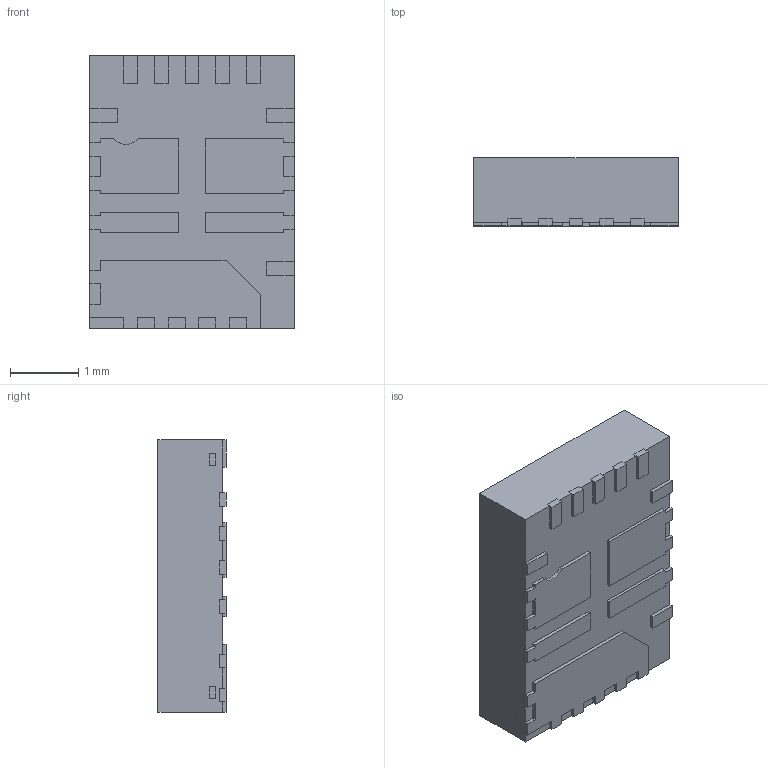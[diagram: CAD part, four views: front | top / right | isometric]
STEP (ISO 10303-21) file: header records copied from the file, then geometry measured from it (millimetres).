
FILE_DESCRIPTION (( 'STEP AP214' ), '1' );
FILE_NAME ('VAB13.STEP', '2025-05-11T09:08:06', ( '' ), ( '' ), 'SwSTEP 2.0', 'SolidWorks 2021', '' );
FILE_SCHEMA (( 'AUTOMOTIVE_DESIGN' ));
Length unit declared in the file: millimetre
Products named in the file (1): VAB13
Bounding box: 3 x 1 x 4 mm (x, y, z)
Volume: 11.7 mm3; surface area: 53.3 mm2
Topology: 19 solids, 19 shells, 291 faces, 744 edges, 496 vertices
Faces by surface type: plane 283, cylinder 8
Entity records: 8830 total; most frequent: CARTESIAN_POINT 1532, ORIENTED_EDGE 1488, DIRECTION 1344, EDGE_CURVE 744, VECTOR 728, LINE 728, VERTEX_POINT 496, AXIS2_PLACEMENT_3D 308
